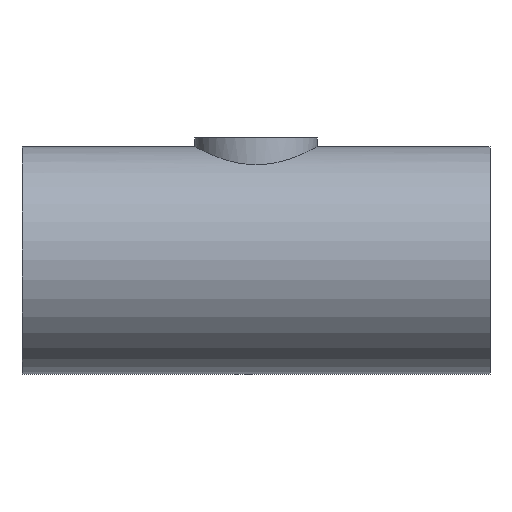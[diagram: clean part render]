
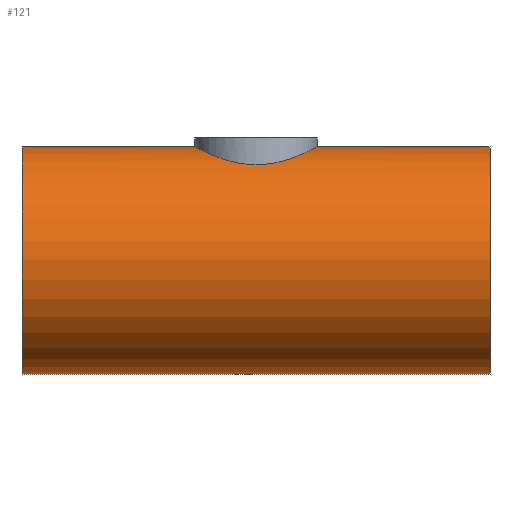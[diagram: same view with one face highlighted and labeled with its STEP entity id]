
A CAD part, front view. The second image highlights one B-rep face of the part: STEP entity #121.
In plain terms, the highlighted cylindrical face has radius 82.6 mm (diameter 165.2 mm), a full revolution.
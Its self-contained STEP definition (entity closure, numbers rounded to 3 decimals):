
#21=FACE_BOUND('',#39,.T.);
#28=FACE_OUTER_BOUND('',#38,.T.);
#38=EDGE_LOOP('',(#104,#105,#106,#107));
#39=EDGE_LOOP('',(#108,#109));
#46=CIRCLE('',#152,82.6);
#47=CIRCLE('',#154,82.6);
#51=LINE('',#350,#55);
#55=VECTOR('',#185,82.6);
#58=B_SPLINE_CURVE_WITH_KNOTS('',3,(#275,#276,#277,#278,#279,#280,#281,
#282,#283,#284,#285,#286,#287,#288,#289,#290,#291,#292),.UNSPECIFIED.,.F.,
 .F.,(4,2,2,2,2,2,2,2,4),(0.,0.861,1.722,2.584,
3.445,4.303,5.161,6.019,6.876),
 .UNSPECIFIED.);
#59=B_SPLINE_CURVE_WITH_KNOTS('',3,(#293,#294,#295,#296,#297,#298,#299,
#300,#301,#302,#303,#304,#305,#306,#307,#308,#309,#310,#311,#312,#313,#314,
#315,#316,#317,#318,#319,#320,#321,#322,#323,#324,#325,#326,#327,#328,#329,
#330,#331,#332,#333,#334,#335,#336,#337,#338,#339,#340,#341,#342),
 .UNSPECIFIED.,.F.,.F.,(4,2,2,2,2,2,2,2,2,2,2,2,2,2,2,2,2,2,2,2,2,2,2,2,
4),(6.876,7.734,8.592,9.45,
10.308,11.169,12.03,12.892,13.753,
14.614,15.475,16.337,17.198,18.056,
18.914,19.771,20.629,21.487,22.345,
23.203,24.061,24.922,25.783,26.645,
27.506),.UNSPECIFIED.);
#66=VERTEX_POINT('',#272);
#67=VERTEX_POINT('',#274);
#68=VERTEX_POINT('',#345);
#69=VERTEX_POINT('',#348);
#79=EDGE_CURVE('',#67,#66,#58,.T.);
#80=EDGE_CURVE('',#66,#67,#59,.T.);
#81=EDGE_CURVE('',#68,#68,#46,.T.);
#82=EDGE_CURVE('',#69,#69,#47,.T.);
#83=EDGE_CURVE('',#69,#68,#51,.T.);
#104=ORIENTED_EDGE('',*,*,#82,.F.);
#105=ORIENTED_EDGE('',*,*,#83,.T.);
#106=ORIENTED_EDGE('',*,*,#81,.F.);
#107=ORIENTED_EDGE('',*,*,#83,.F.);
#108=ORIENTED_EDGE('',*,*,#79,.T.);
#109=ORIENTED_EDGE('',*,*,#80,.T.);
#115=CYLINDRICAL_SURFACE('',#153,82.6);
#121=ADVANCED_FACE('',(#28,#21),#115,.T.);
#152=AXIS2_PLACEMENT_3D('',#346,#179,#180);
#153=AXIS2_PLACEMENT_3D('',#347,#181,#182);
#154=AXIS2_PLACEMENT_3D('',#349,#183,#184);
#179=DIRECTION('center_axis',(-1.,0.,0.));
#180=DIRECTION('ref_axis',(0.,1.,0.));
#181=DIRECTION('center_axis',(1.,0.,0.));
#182=DIRECTION('ref_axis',(0.,1.,0.));
#183=DIRECTION('center_axis',(1.,0.,0.));
#184=DIRECTION('ref_axis',(0.,1.,0.));
#185=DIRECTION('',(-1.,0.,0.));
#272=CARTESIAN_POINT('',(-44.55,0.,82.6));
#274=CARTESIAN_POINT('',(0.,-44.55,69.556));
#275=CARTESIAN_POINT('Ctrl Pts',(0.,-44.55,69.556));
#276=CARTESIAN_POINT('Ctrl Pts',(-2.871,-44.55,69.556));
#277=CARTESIAN_POINT('Ctrl Pts',(-5.813,-44.268,69.739));
#278=CARTESIAN_POINT('Ctrl Pts',(-11.62,-43.11,70.461));
#279=CARTESIAN_POINT('Ctrl Pts',(-14.484,-42.234,70.999));
#280=CARTESIAN_POINT('Ctrl Pts',(-19.947,-39.945,72.311));
#281=CARTESIAN_POINT('Ctrl Pts',(-22.549,-38.531,73.085));
#282=CARTESIAN_POINT('Ctrl Pts',(-27.352,-35.284,74.707));
#283=CARTESIAN_POINT('Ctrl Pts',(-29.553,-33.45,75.553));
#284=CARTESIAN_POINT('Ctrl Pts',(-33.443,-29.56,77.158));
#285=CARTESIAN_POINT('Ctrl Pts',(-35.275,-27.364,77.976));
#286=CARTESIAN_POINT('Ctrl Pts',(-38.525,-22.559,79.5));
#287=CARTESIAN_POINT('Ctrl Pts',(-39.943,-19.951,80.203));
#288=CARTESIAN_POINT('Ctrl Pts',(-42.236,-14.478,81.369));
#289=CARTESIAN_POINT('Ctrl Pts',(-43.113,-11.608,81.832));
#290=CARTESIAN_POINT('Ctrl Pts',(-44.27,-5.798,82.448));
#291=CARTESIAN_POINT('Ctrl Pts',(-44.55,-2.86,82.6));
#292=CARTESIAN_POINT('Ctrl Pts',(-44.55,0.,82.6));
#293=CARTESIAN_POINT('Ctrl Pts',(-44.55,0.,82.6));
#294=CARTESIAN_POINT('Ctrl Pts',(-44.55,2.86,82.6));
#295=CARTESIAN_POINT('Ctrl Pts',(-44.27,5.798,82.448));
#296=CARTESIAN_POINT('Ctrl Pts',(-43.113,11.608,81.832));
#297=CARTESIAN_POINT('Ctrl Pts',(-42.236,14.478,81.369));
#298=CARTESIAN_POINT('Ctrl Pts',(-39.943,19.951,80.203));
#299=CARTESIAN_POINT('Ctrl Pts',(-38.525,22.559,79.5));
#300=CARTESIAN_POINT('Ctrl Pts',(-35.275,27.364,77.976));
#301=CARTESIAN_POINT('Ctrl Pts',(-33.443,29.56,77.158));
#302=CARTESIAN_POINT('Ctrl Pts',(-29.553,33.45,75.553));
#303=CARTESIAN_POINT('Ctrl Pts',(-27.352,35.284,74.707));
#304=CARTESIAN_POINT('Ctrl Pts',(-22.549,38.531,73.085));
#305=CARTESIAN_POINT('Ctrl Pts',(-19.947,39.945,72.311));
#306=CARTESIAN_POINT('Ctrl Pts',(-14.484,42.234,70.999));
#307=CARTESIAN_POINT('Ctrl Pts',(-11.62,43.11,70.461));
#308=CARTESIAN_POINT('Ctrl Pts',(-5.813,44.268,69.739));
#309=CARTESIAN_POINT('Ctrl Pts',(-2.871,44.55,69.556));
#310=CARTESIAN_POINT('Ctrl Pts',(2.871,44.55,69.556));
#311=CARTESIAN_POINT('Ctrl Pts',(5.813,44.268,69.739));
#312=CARTESIAN_POINT('Ctrl Pts',(11.62,43.11,70.461));
#313=CARTESIAN_POINT('Ctrl Pts',(14.484,42.234,70.999));
#314=CARTESIAN_POINT('Ctrl Pts',(19.947,39.945,72.311));
#315=CARTESIAN_POINT('Ctrl Pts',(22.549,38.531,73.085));
#316=CARTESIAN_POINT('Ctrl Pts',(27.352,35.284,74.707));
#317=CARTESIAN_POINT('Ctrl Pts',(29.553,33.45,75.553));
#318=CARTESIAN_POINT('Ctrl Pts',(33.443,29.56,77.158));
#319=CARTESIAN_POINT('Ctrl Pts',(35.275,27.364,77.976));
#320=CARTESIAN_POINT('Ctrl Pts',(38.525,22.559,79.5));
#321=CARTESIAN_POINT('Ctrl Pts',(39.943,19.951,80.203));
#322=CARTESIAN_POINT('Ctrl Pts',(42.236,14.478,81.369));
#323=CARTESIAN_POINT('Ctrl Pts',(43.113,11.608,81.832));
#324=CARTESIAN_POINT('Ctrl Pts',(44.27,5.798,82.448));
#325=CARTESIAN_POINT('Ctrl Pts',(44.55,2.86,82.6));
#326=CARTESIAN_POINT('Ctrl Pts',(44.55,-2.86,82.6));
#327=CARTESIAN_POINT('Ctrl Pts',(44.27,-5.798,82.448));
#328=CARTESIAN_POINT('Ctrl Pts',(43.113,-11.608,81.832));
#329=CARTESIAN_POINT('Ctrl Pts',(42.236,-14.478,81.369));
#330=CARTESIAN_POINT('Ctrl Pts',(39.943,-19.951,80.203));
#331=CARTESIAN_POINT('Ctrl Pts',(38.525,-22.559,79.5));
#332=CARTESIAN_POINT('Ctrl Pts',(35.275,-27.364,77.976));
#333=CARTESIAN_POINT('Ctrl Pts',(33.443,-29.56,77.158));
#334=CARTESIAN_POINT('Ctrl Pts',(29.553,-33.45,75.553));
#335=CARTESIAN_POINT('Ctrl Pts',(27.352,-35.284,74.707));
#336=CARTESIAN_POINT('Ctrl Pts',(22.549,-38.531,73.085));
#337=CARTESIAN_POINT('Ctrl Pts',(19.947,-39.945,72.311));
#338=CARTESIAN_POINT('Ctrl Pts',(14.484,-42.234,70.999));
#339=CARTESIAN_POINT('Ctrl Pts',(11.62,-43.11,70.461));
#340=CARTESIAN_POINT('Ctrl Pts',(5.813,-44.268,69.739));
#341=CARTESIAN_POINT('Ctrl Pts',(2.871,-44.55,69.556));
#342=CARTESIAN_POINT('Ctrl Pts',(0.,-44.55,69.556));
#345=CARTESIAN_POINT('',(-170.,-82.6,0.));
#346=CARTESIAN_POINT('Origin',(-170.,0.,0.));
#347=CARTESIAN_POINT('Origin',(0.,0.,0.));
#348=CARTESIAN_POINT('',(170.,-82.6,0.));
#349=CARTESIAN_POINT('Origin',(170.,0.,0.));
#350=CARTESIAN_POINT('',(0.,-82.6,0.));
